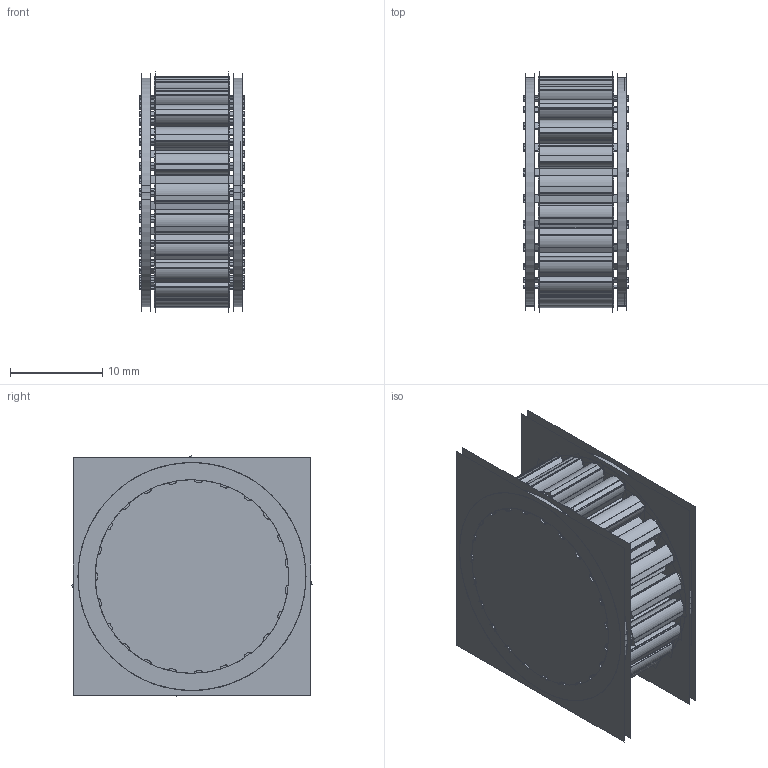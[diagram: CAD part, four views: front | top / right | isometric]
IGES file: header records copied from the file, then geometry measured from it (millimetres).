
Start section:  PTC IGES file: fe425m.igs
Global section: file name: fe425m.igs; native system: Creo Parametric by Parametric Technology Corporation; preprocessor: 2013150; author: sales 4; organization: Unknown; date: 20140324.141507; units: millimetre
Bounding box: 11.44 x 26.14 x 26.08 mm (x, y, z)
Volume: 1513.2 mm3; surface area: 29104.7 mm2
Topology: 24 solids, 24 shells, 2100 faces, 11082 edges, 13964 vertices
Faces by surface type: bspline 1172, revolution 928
